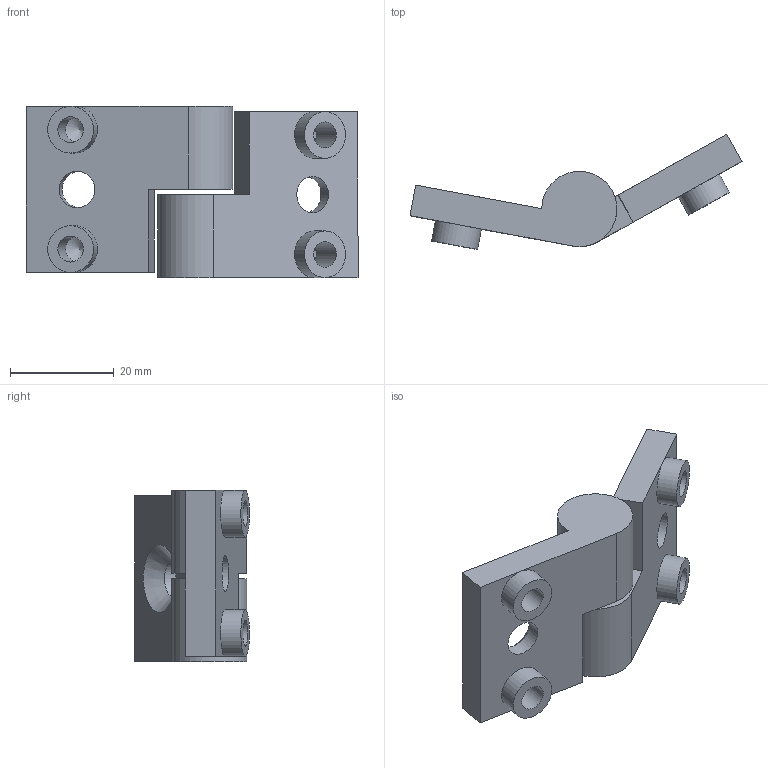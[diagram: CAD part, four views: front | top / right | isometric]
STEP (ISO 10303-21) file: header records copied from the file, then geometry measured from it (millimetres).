
FILE_DESCRIPTION(/* description */ (''),/* implementation_level */ '2;1');
FILE_NAME(/* name */ 'AH408.stp',/* time_stamp */ '2025-04-01T14:51:09+08:00',/* author */ ('1091212-1'),/* organization */ (''),/* preprocessor_version */ 'ST-DEVELOPER v15.6',/* originating_system */ 'Autodesk Inventor 2015',/* authorisation */ '');
FILE_SCHEMA (('AUTOMOTIVE_DESIGN { 1 0 10303 214 3 1 1 }'));
Length unit declared in the file: millimetre
Products named in the file (2): AH408
Bounding box: 64.02 x 22.17 x 33 mm (x, y, z)
Volume: 14610.5 mm3; surface area: 7376.2 mm2
Topology: 2 solids, 2 shells, 36 faces, 88 edges, 56 vertices
Faces by surface type: plane 18, cylinder 12, cone 6
Full cylindrical faces by diameter (mm): 5 x4, 7 x2, 9 x4
Entity records: 500 total; most frequent: DIRECTION 88, CARTESIAN_POINT 76, ORIENTED_EDGE 62, AXIS2_PLACEMENT_3D 35, EDGE_CURVE 31, EDGE_LOOP 28, VERTEX_POINT 23, LINE 18
